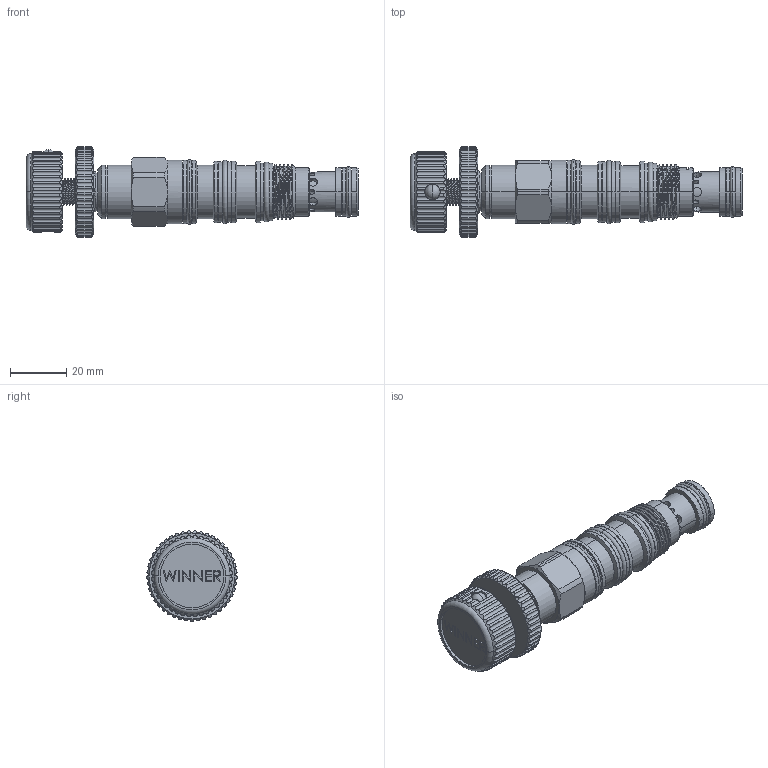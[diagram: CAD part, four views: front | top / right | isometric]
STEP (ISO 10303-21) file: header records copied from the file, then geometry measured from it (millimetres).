
FILE_DESCRIPTION (( 'STEP AP203' ), '1' );
FILE_NAME ('SD21A4C-K.STEP', '2021-08-03T01:48:30', ( '' ), ( '' ), 'SwSTEP 2.0', 'SolidWorks 2018', '' );
FILE_SCHEMA (( 'CONFIG_CONTROL_DESIGN' ));
Length unit declared in the file: millimetre
Products named in the file (1): SD21A4C-K
Bounding box: 118.37 x 32.2 x 32.18 mm (x, y, z)
Volume: 41278.3 mm3; surface area: 14985.8 mm2
Topology: 3 solids, 3 shells, 604 faces, 1571 edges, 1022 vertices
Faces by surface type: cylinder 390, plane 137, cone 44, torus 18, bspline 13, sphere 2
Entity records: 27783 total; most frequent: CARTESIAN_POINT 13533, ORIENTED_EDGE 3142, DIRECTION 2739, EDGE_CURVE 1571, AXIS2_PLACEMENT_3D 1050, VERTEX_POINT 1022, EDGE_LOOP 657, LINE 639
